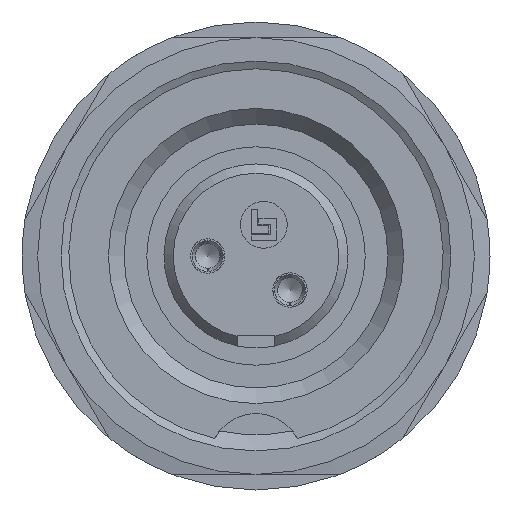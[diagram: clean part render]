
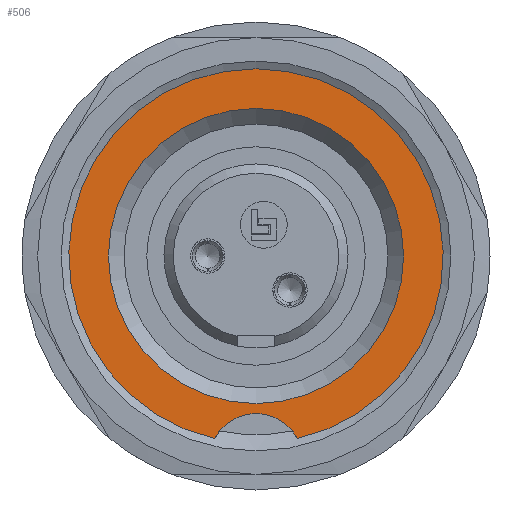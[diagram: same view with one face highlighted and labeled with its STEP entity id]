
A CAD part, left-side view. The second image highlights one B-rep face of the part: STEP entity #506.
In plain terms, the highlighted planar face has unit normal (-1, 0, 0).
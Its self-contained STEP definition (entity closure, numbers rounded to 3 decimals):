
#388=PLANE('',#2475);
#506=ADVANCED_FACE('',(#651,#652),#388,.T.);
#651=FACE_BOUND('',#810,.T.);
#652=FACE_BOUND('',#811,.T.);
#810=EDGE_LOOP('',(#1512));
#811=EDGE_LOOP('',(#1513,#1514));
#1512=ORIENTED_EDGE('',*,*,#2101,.T.);
#1513=ORIENTED_EDGE('',*,*,#2102,.F.);
#1514=ORIENTED_EDGE('',*,*,#2103,.T.);
#1832=VERTEX_POINT('',#3980);
#1833=VERTEX_POINT('',#3983);
#1834=VERTEX_POINT('',#3984);
#2101=EDGE_CURVE('',#1832,#1832,#2254,.T.);
#2102=EDGE_CURVE('',#1833,#1834,#2255,.T.);
#2103=EDGE_CURVE('',#1833,#1834,#2256,.T.);
#2254=CIRCLE('',#2471,4.73);
#2255=CIRCLE('',#2473,6.);
#2256=CIRCLE('',#2474,1.5);
#2471=AXIS2_PLACEMENT_3D('',#3979,#3006,#3007);
#2473=AXIS2_PLACEMENT_3D('',#3982,#3010,#3011);
#2474=AXIS2_PLACEMENT_3D('',#3985,#3012,#3013);
#2475=AXIS2_PLACEMENT_3D('',#3986,#3014,#3015);
#3006=DIRECTION('',(1.,0.,0.));
#3007=DIRECTION('',(0.,0.,-1.));
#3010=DIRECTION('',(1.,0.,0.));
#3011=DIRECTION('',(0.,0.,1.));
#3012=DIRECTION('',(1.,0.,0.));
#3013=DIRECTION('',(0.,0.,-1.));
#3014=DIRECTION('',(-1.,0.,0.));
#3015=DIRECTION('',(0.,0.,-1.));
#3979=CARTESIAN_POINT('',(0.,0.,0.));
#3980=CARTESIAN_POINT('',(0.,0.,-4.73));
#3982=CARTESIAN_POINT('',(0.,0.,0.));
#3983=CARTESIAN_POINT('',(0.,1.327,-5.851));
#3984=CARTESIAN_POINT('',(0.,-1.327,-5.851));
#3985=CARTESIAN_POINT('',(0.,0.,-6.55));
#3986=CARTESIAN_POINT('',(0.,0.,0.));
